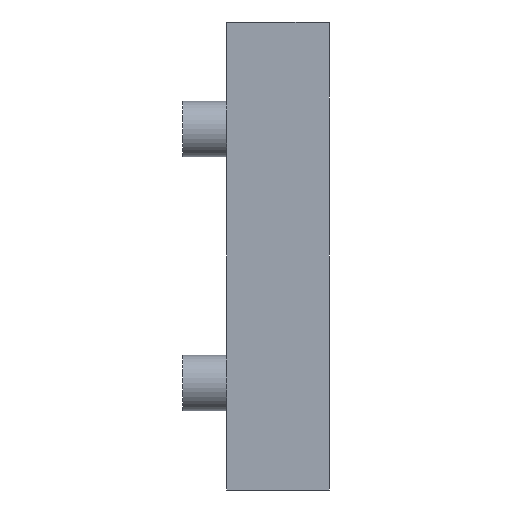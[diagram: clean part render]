
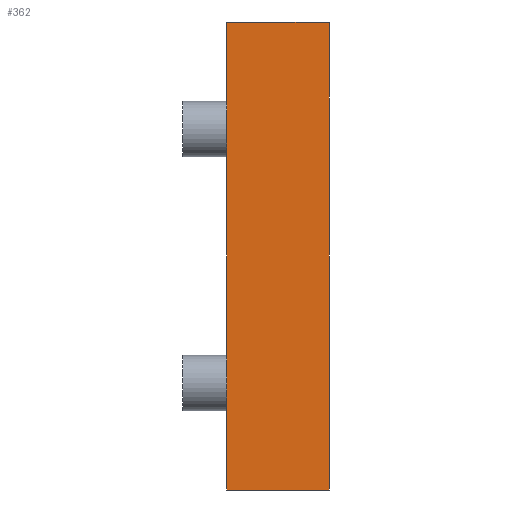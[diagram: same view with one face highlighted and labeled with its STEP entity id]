
A CAD part, left-side view. The second image highlights one B-rep face of the part: STEP entity #362.
In plain terms, the highlighted planar face has unit normal (-1, 0, 0).
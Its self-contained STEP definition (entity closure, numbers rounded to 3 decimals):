
#61 = DIRECTION ( 'NONE',  ( -1., 0., 0. ) ) ;
#118 = LINE ( 'NONE', #538, #945 ) ;
#177 = CARTESIAN_POINT ( 'NONE',  ( 23.83, -13., -16. ) ) ;
#223 = CARTESIAN_POINT ( 'NONE',  ( 23.83, -13., 16. ) ) ;
#238 = CARTESIAN_POINT ( 'NONE',  ( 23.83, -13., 16. ) ) ;
#239 = ORIENTED_EDGE ( 'NONE', *, *, #1023, .F. ) ;
#327 = EDGE_CURVE ( 'NONE', #509, #840, #745, .T. ) ;
#358 = VECTOR ( 'NONE', #434, 1000. ) ;
#362 = ADVANCED_FACE ( 'NONE', ( #988 ), #802, .T. ) ;
#396 = VECTOR ( 'NONE', #437, 1000. ) ;
#434 = DIRECTION ( 'NONE',  ( 0., 0., -1. ) ) ;
#437 = DIRECTION ( 'NONE',  ( 0., -1., 0. ) ) ;
#499 = VERTEX_POINT ( 'NONE', #822 ) ;
#500 = LINE ( 'NONE', #238, #1083 ) ;
#502 = EDGE_CURVE ( 'NONE', #499, #840, #118, .T. ) ;
#509 = VERTEX_POINT ( 'NONE', #177 ) ;
#515 = CARTESIAN_POINT ( 'NONE',  ( 23.83, -20., -16. ) ) ;
#538 = CARTESIAN_POINT ( 'NONE',  ( 23.83, -20., 0. ) ) ;
#640 = DIRECTION ( 'NONE',  ( 0., 0., -1. ) ) ;
#647 = ORIENTED_EDGE ( 'NONE', *, *, #502, .F. ) ;
#706 = AXIS2_PLACEMENT_3D ( 'NONE', #900, #61, #893 ) ;
#714 = ORIENTED_EDGE ( 'NONE', *, *, #980, .T. ) ;
#721 = CARTESIAN_POINT ( 'NONE',  ( 23.83, -13., -16. ) ) ;
#745 = LINE ( 'NONE', #721, #396 ) ;
#802 = PLANE ( 'NONE',  #706 ) ;
#818 = VERTEX_POINT ( 'NONE', #223 ) ;
#822 = CARTESIAN_POINT ( 'NONE',  ( 23.83, -20., 16. ) ) ;
#840 = VERTEX_POINT ( 'NONE', #515 ) ;
#893 = DIRECTION ( 'NONE',  ( 0., 0., 1. ) ) ;
#900 = CARTESIAN_POINT ( 'NONE',  ( 23.83, -13., 0. ) ) ;
#903 = ORIENTED_EDGE ( 'NONE', *, *, #327, .T. ) ;
#908 = DIRECTION ( 'NONE',  ( 0., -1., 0. ) ) ;
#945 = VECTOR ( 'NONE', #640, 1000. ) ;
#980 = EDGE_CURVE ( 'NONE', #818, #509, #1214, .T. ) ;
#988 = FACE_OUTER_BOUND ( 'NONE', #1241, .T. ) ;
#1023 = EDGE_CURVE ( 'NONE', #818, #499, #500, .T. ) ;
#1083 = VECTOR ( 'NONE', #908, 1000. ) ;
#1084 = CARTESIAN_POINT ( 'NONE',  ( 23.83, -13., 0. ) ) ;
#1214 = LINE ( 'NONE', #1084, #358 ) ;
#1241 = EDGE_LOOP ( 'NONE', ( #647, #239, #714, #903 ) ) ;
